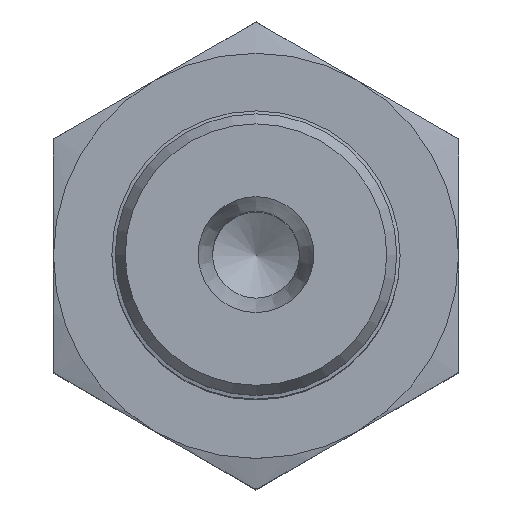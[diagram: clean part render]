
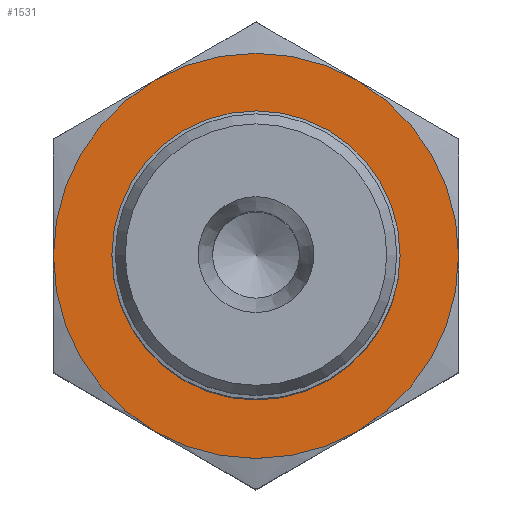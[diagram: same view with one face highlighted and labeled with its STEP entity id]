
A CAD part, top view. The second image highlights one B-rep face of the part: STEP entity #1531.
In plain terms, the highlighted planar face has unit normal (0, 0, 1).
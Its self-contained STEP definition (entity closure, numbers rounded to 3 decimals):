
#311=CARTESIAN_POINT('',(4.98,0.,5.));
#312=VERTEX_POINT('',#311);
#313=CARTESIAN_POINT('',(0.0,0.0,5.));
#314=DIRECTION('',(0.0,0.0,1.0));
#315=DIRECTION('',(-1.0,0.0,0.0));
#316=AXIS2_PLACEMENT_3D('',#313,#314,#315);
#317=CIRCLE('',#316,4.98);
#318=EDGE_CURVE('',#312,#312,#317,.T.);
#1446=CARTESIAN_POINT('',(-7.,0.,5.));
#1447=VERTEX_POINT('',#1446);
#1448=CARTESIAN_POINT('',(0.,0.,5.));
#1449=DIRECTION('',(0.0,0.0,1.0));
#1450=DIRECTION('',(-1.0,0.0,0.0));
#1451=AXIS2_PLACEMENT_3D('',#1448,#1449,#1450);
#1452=CIRCLE('',#1451,7.0);
#1453=EDGE_CURVE('',#1447,#1447,#1452,.T.);
#1520=CARTESIAN_POINT('',(0.,0.,5.));
#1521=DIRECTION('',(0.0,0.0,1.0));
#1522=DIRECTION('',(1.0,0.0,0.0));
#1523=AXIS2_PLACEMENT_3D('',#1520,#1521,#1522);
#1524=PLANE('',#1523);
#1525=ORIENTED_EDGE('',*,*,#1453,.T.);
#1526=EDGE_LOOP('',(#1525));
#1527=FACE_OUTER_BOUND('',#1526,.T.);
#1528=ORIENTED_EDGE('',*,*,#318,.F.);
#1529=EDGE_LOOP('',(#1528));
#1530=FACE_BOUND('',#1529,.T.);
#1531=ADVANCED_FACE('',(#1527,#1530),#1524,.T.);
